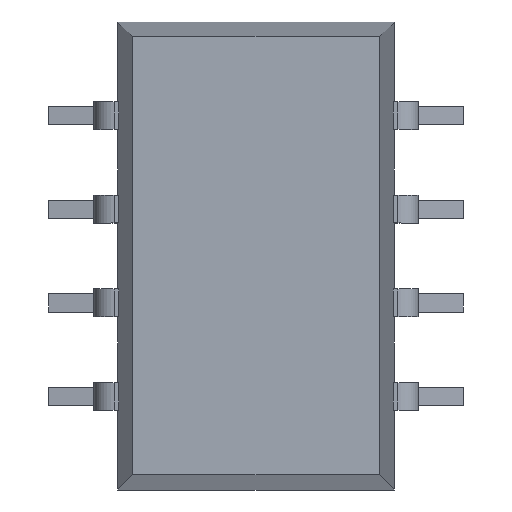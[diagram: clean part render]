
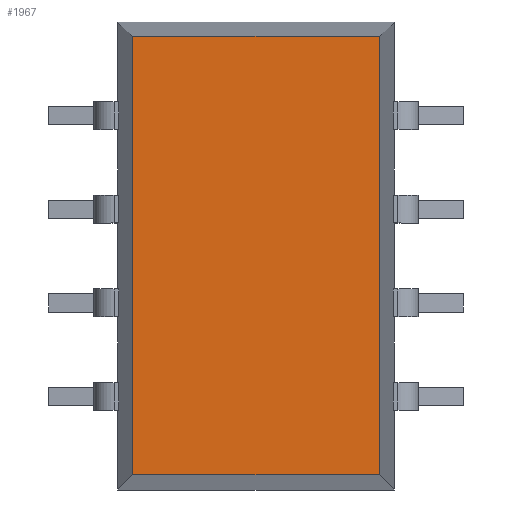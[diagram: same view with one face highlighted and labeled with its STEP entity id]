
A CAD part, top view. The second image highlights one B-rep face of the part: STEP entity #1967.
In plain terms, the highlighted planar face has unit normal (0, 0, 1).
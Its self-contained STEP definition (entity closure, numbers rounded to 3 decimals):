
#1524=CARTESIAN_POINT('',(3.35,5.95,6.26));
#1525=VERTEX_POINT('',#1524);
#1532=CARTESIAN_POINT('',(3.35,-5.95,6.26));
#1533=VERTEX_POINT('',#1532);
#1534=CARTESIAN_POINT('',(3.35,-5.95,6.26));
#1535=DIRECTION('',(-0.0,1.0,0.0));
#1536=VECTOR('',#1535,1.0);
#1537=LINE('',#1534,#1536);
#1538=EDGE_CURVE('n� 265',#1533,#1525,#1537,.T.);
#1718=CARTESIAN_POINT('',(-3.35,-5.95,6.26));
#1719=VERTEX_POINT('',#1718);
#1726=CARTESIAN_POINT('',(-3.35,5.95,6.26));
#1727=VERTEX_POINT('',#1726);
#1728=CARTESIAN_POINT('',(-3.35,-5.95,6.26));
#1729=DIRECTION('',(0.0,-1.0,0.0));
#1730=VECTOR('',#1729,1.0);
#1731=LINE('',#1728,#1730);
#1732=EDGE_CURVE('n� 269',#1727,#1719,#1731,.T.);
#1946=CARTESIAN_POINT('',(3.35,-5.95,6.26));
#1947=DIRECTION('',(1.0,0.0,0.0));
#1948=VECTOR('',#1947,1.0);
#1949=LINE('',#1946,#1948);
#1950=EDGE_CURVE('n� 263',#1719,#1533,#1949,.T.);
#1951=ORIENTED_EDGE('',*,*,#1950,.T.);
#1952=ORIENTED_EDGE('',*,*,#1538,.T.);
#1953=CARTESIAN_POINT('',(3.35,5.95,6.26));
#1954=DIRECTION('',(-1.0,0.0,0.0));
#1955=VECTOR('',#1954,1.0);
#1956=LINE('',#1953,#1955);
#1957=EDGE_CURVE('n� 267',#1525,#1727,#1956,.T.);
#1958=ORIENTED_EDGE('',*,*,#1957,.T.);
#1959=ORIENTED_EDGE('',*,*,#1732,.T.);
#1960=EDGE_LOOP('',(#1951,#1952,#1958,#1959));
#1961=FACE_OUTER_BOUND('',#1960,.T.);
#1962=CARTESIAN_POINT('',(3.35,-5.95,6.26));
#1963=DIRECTION('',(-0.0,-0.0,1.0));
#1964=DIRECTION('',(-1.0,-0.0,-0.0));
#1965=AXIS2_PLACEMENT_3D('',#1962,#1963,#1964);
#1966=PLANE('',#1965);
#1967=ADVANCED_FACE('n� 293',(#1961),#1966,.T.);
